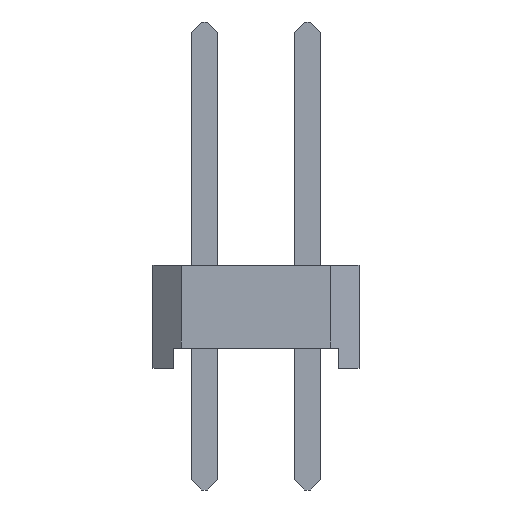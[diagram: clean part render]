
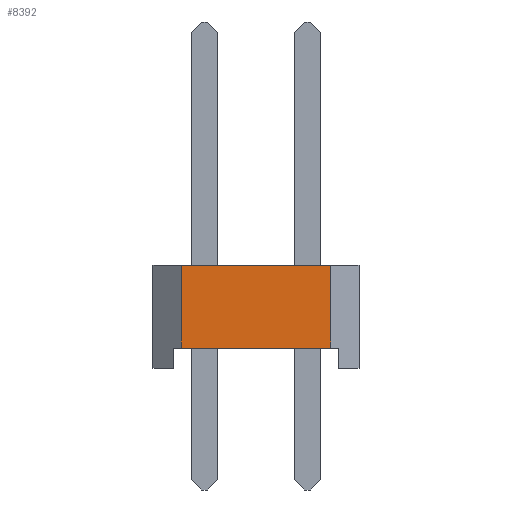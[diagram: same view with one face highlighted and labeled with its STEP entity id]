
A CAD part, left-side view. The second image highlights one B-rep face of the part: STEP entity #8392.
In plain terms, the highlighted planar face has unit normal (-1, 0, 0).
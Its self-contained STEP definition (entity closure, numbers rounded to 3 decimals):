
#427=FACE_OUTER_BOUND('',#901,.T.);
#901=EDGE_LOOP('',(#5632,#5633,#5634,#5635));
#1440=LINE('',#11570,#2400);
#1520=LINE('',#11959,#2480);
#1619=LINE('',#12152,#2579);
#1620=LINE('',#12153,#2580);
#2400=VECTOR('',#9438,1.);
#2480=VECTOR('',#9520,1.);
#2579=VECTOR('',#9657,1.);
#2580=VECTOR('',#9658,1.);
#3437=VERTEX_POINT('',#11567);
#3438=VERTEX_POINT('',#11569);
#3529=VERTEX_POINT('',#11956);
#3530=VERTEX_POINT('',#11958);
#4230=EDGE_CURVE('',#3437,#3438,#1440,.T.);
#4322=EDGE_CURVE('',#3529,#3530,#1520,.T.);
#4421=EDGE_CURVE('',#3438,#3529,#1619,.T.);
#4422=EDGE_CURVE('',#3437,#3530,#1620,.T.);
#5632=ORIENTED_EDGE('',*,*,#4421,.F.);
#5633=ORIENTED_EDGE('',*,*,#4230,.F.);
#5634=ORIENTED_EDGE('',*,*,#4422,.T.);
#5635=ORIENTED_EDGE('',*,*,#4322,.F.);
#7625=PLANE('',#8891);
#8392=ADVANCED_FACE('',(#427),#7625,.F.);
#8891=AXIS2_PLACEMENT_3D('',#12151,#9655,#9656);
#9438=DIRECTION('',(0.,1.,0.));
#9520=DIRECTION('',(0.,-1.,0.));
#9655=DIRECTION('center_axis',(1.,0.,0.));
#9656=DIRECTION('ref_axis',(0.,1.,0.));
#9657=DIRECTION('',(0.,0.,1.));
#9658=DIRECTION('',(0.,0.,1.));
#11567=CARTESIAN_POINT('',(-5.08,-1.84,0.5));
#11569=CARTESIAN_POINT('',(-5.08,1.84,0.5));
#11570=CARTESIAN_POINT('',(-5.08,2.04,0.5));
#11956=CARTESIAN_POINT('',(-5.08,1.84,2.54));
#11958=CARTESIAN_POINT('',(-5.08,-1.84,2.54));
#11959=CARTESIAN_POINT('',(-5.08,2.54,2.54));
#12151=CARTESIAN_POINT('Origin',(-5.08,2.54,2.54));
#12152=CARTESIAN_POINT('',(-5.08,1.84,0.));
#12153=CARTESIAN_POINT('',(-5.08,-1.84,0.));
